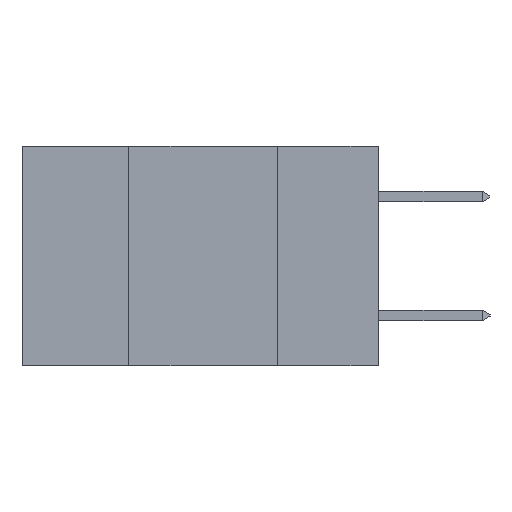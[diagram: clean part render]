
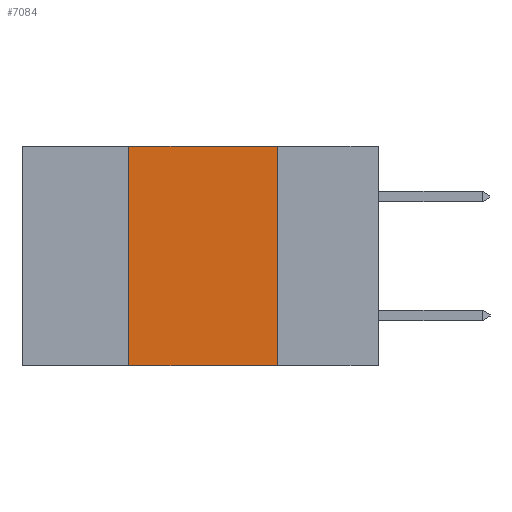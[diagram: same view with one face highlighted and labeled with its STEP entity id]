
A CAD part, left-side view. The second image highlights one B-rep face of the part: STEP entity #7084.
In plain terms, the highlighted planar face has unit normal (-1, 0, 0).
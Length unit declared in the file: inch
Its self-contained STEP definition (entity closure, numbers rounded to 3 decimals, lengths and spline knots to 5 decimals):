
#788 = CARTESIAN_POINT ( 'NONE',  ( 0., 0.6, -0.37 ) ) ;
#855 = DIRECTION ( 'NONE',  ( 0., -1., 0. ) ) ;
#1051 = VERTEX_POINT ( 'NONE', #10747 ) ;
#1810 = DIRECTION ( 'NONE',  ( 0., -1., 0. ) ) ;
#2032 = CARTESIAN_POINT ( 'NONE',  ( 0., 0.17, -0.37 ) ) ;
#2047 = ORIENTED_EDGE ( 'NONE', *, *, #7114, .F. ) ;
#2050 = FACE_OUTER_BOUND ( 'NONE', #9955, .T. ) ;
#2260 = AXIS2_PLACEMENT_3D ( 'NONE', #11912, #13795, #12921 ) ;
#2717 = DIRECTION ( 'NONE',  ( 0., 0., 1. ) ) ;
#2775 = ORIENTED_EDGE ( 'NONE', *, *, #4128, .F. ) ;
#3000 = CARTESIAN_POINT ( 'NONE',  ( 0., 0.42, -0.37 ) ) ;
#3014 = CARTESIAN_POINT ( 'NONE',  ( 0., 0.6, 0. ) ) ;
#3334 = EDGE_CURVE ( 'NONE', #6901, #7228, #8335, .T. ) ;
#4128 = EDGE_CURVE ( 'NONE', #6901, #1051, #4810, .T. ) ;
#4538 = CARTESIAN_POINT ( 'NONE',  ( 0., 0.17, -0.37 ) ) ;
#4810 = LINE ( 'NONE', #3000, #10621 ) ;
#5427 = ORIENTED_EDGE ( 'NONE', *, *, #6364, .F. ) ;
#5768 = ORIENTED_EDGE ( 'NONE', *, *, #3334, .T. ) ;
#6327 = VECTOR ( 'NONE', #1810, 39.37008 ) ;
#6364 = EDGE_CURVE ( 'NONE', #1051, #9273, #13736, .T. ) ;
#6901 = VERTEX_POINT ( 'NONE', #10571 ) ;
#7084 = ADVANCED_FACE ( 'NONE', ( #2050 ), #10854, .F. ) ;
#7114 = EDGE_CURVE ( 'NONE', #9273, #7228, #12975, .T. ) ;
#7228 = VERTEX_POINT ( 'NONE', #4538 ) ;
#7366 = VECTOR ( 'NONE', #10901, 39.37008 ) ;
#8335 = LINE ( 'NONE', #788, #11144 ) ;
#9273 = VERTEX_POINT ( 'NONE', #12737 ) ;
#9955 = EDGE_LOOP ( 'NONE', ( #2047, #5427, #2775, #5768 ) ) ;
#10571 = CARTESIAN_POINT ( 'NONE',  ( 0., 0.42, -0.37 ) ) ;
#10621 = VECTOR ( 'NONE', #2717, 39.37008 ) ;
#10747 = CARTESIAN_POINT ( 'NONE',  ( 0., 0.42, 0. ) ) ;
#10854 = PLANE ( 'NONE',  #2260 ) ;
#10901 = DIRECTION ( 'NONE',  ( 0., 0., -1. ) ) ;
#11144 = VECTOR ( 'NONE', #855, 39.37008 ) ;
#11912 = CARTESIAN_POINT ( 'NONE',  ( 0., 0.6, 0. ) ) ;
#12737 = CARTESIAN_POINT ( 'NONE',  ( 0., 0.17, 0. ) ) ;
#12921 = DIRECTION ( 'NONE',  ( 0., 0., -1. ) ) ;
#12975 = LINE ( 'NONE', #2032, #7366 ) ;
#13736 = LINE ( 'NONE', #3014, #6327 ) ;
#13795 = DIRECTION ( 'NONE',  ( 1., 0., 0. ) ) ;
